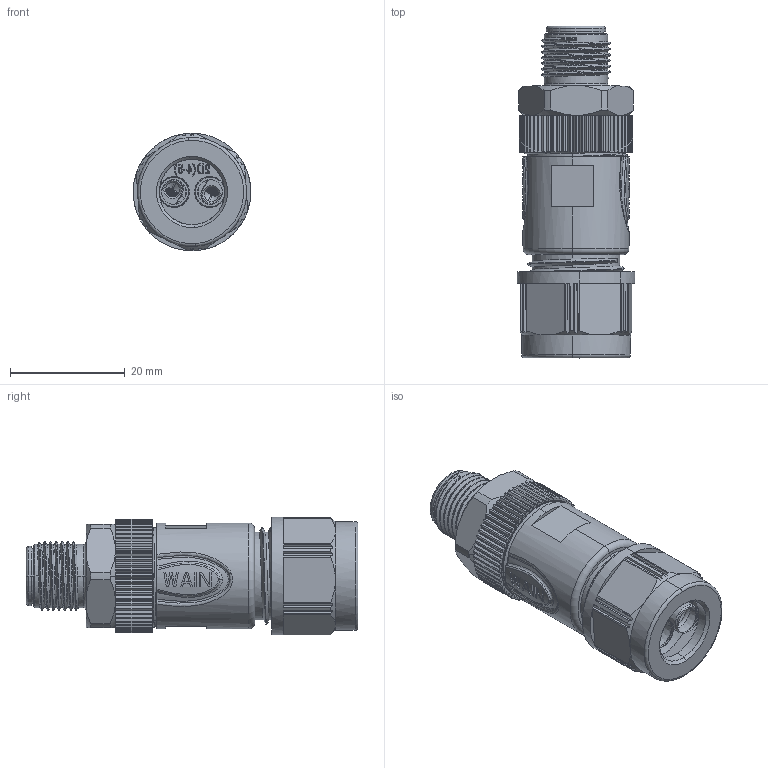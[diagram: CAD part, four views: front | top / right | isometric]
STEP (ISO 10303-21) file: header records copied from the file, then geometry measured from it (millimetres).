
FILE_DESCRIPTION((''),'2;1');
FILE_NAME('M12-M05A_SW000','2017-06-27T',('zq.xu'),(''),'PRO/ENGINEER BY PARAMETRIC TECHNOLOGY CORPORATION, 2012480','PRO/ENGINEER BY PARAMETRIC TECHNOLOGY CORPORATION, 2012480','');
FILE_SCHEMA(('AUTOMOTIVE_DESIGN { 1 0 10303 214 1 1 1 1 }'));
Products named in the file (1): M12-M05A_SW000
Bounding box: 20.5 x 57.8 x 20.5 mm (x, y, z)
Volume: 9339.3 mm3; surface area: 13326.1 mm2
Topology: 1 solids, 1 shells, 1723 faces, 5060 edges, 3301 vertices
Faces by surface type: plane 696, cylinder 472, cone 194, bspline 169, extrusion 112, torus 72, sphere 8
Entity records: 98160 total; most frequent: CARTESIAN_POINT 54870, ORIENTED_EDGE 10088, DIRECTION 7575, EDGE_CURVE 5044, VERTEX_POINT 3301, AXIS2_PLACEMENT_3D 2587, VECTOR 2401, LINE 2289
